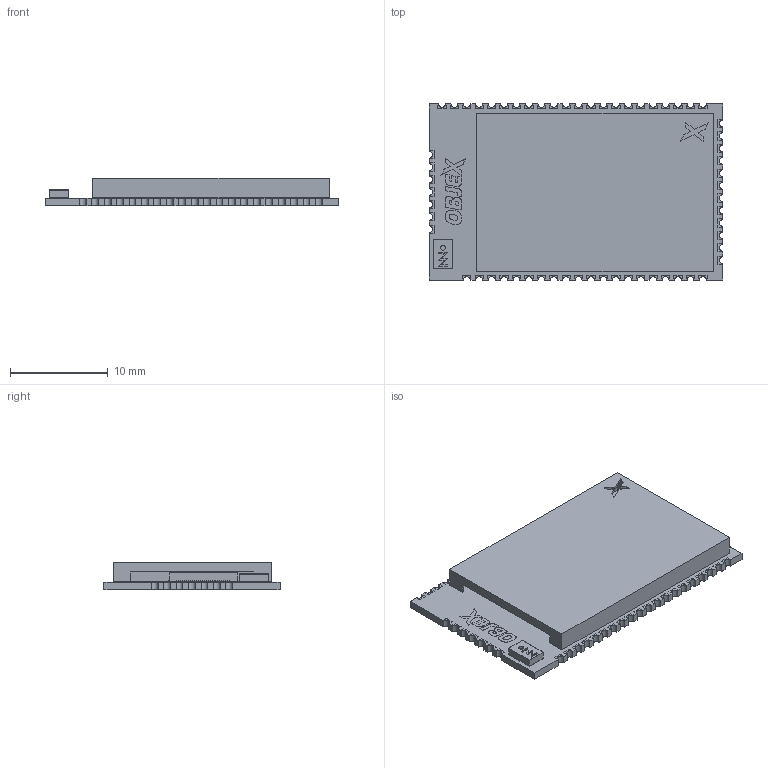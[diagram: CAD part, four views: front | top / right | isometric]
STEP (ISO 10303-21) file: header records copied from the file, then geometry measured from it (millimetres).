
FILE_DESCRIPTION(/* description */ (''),/* implementation_level */ '2;1');
FILE_NAME(/* name */ 'OBJEX-ELPM-S3_v1.1.step',/* time_stamp */ '2024-04-17T10:44:45+02:00',/* author */ (''),/* organization */ (''),/* preprocessor_version */ 'ST-DEVELOPER v20',/* originating_system */ 'Autodesk Translation Framework v12.20.1.177',/* authorisation */ '');
FILE_SCHEMA (('AUTOMOTIVE_DESIGN { 1 0 10303 214 3 1 1 }'));
Length unit declared in the file: millimetre
Products named in the file (8): OBJEX-ELPM-S3LW_PCB-rev1.0; NN02-101; COMPOUND (3); ESP32-S3FN8; COMPOUND (11); ELPM-S3XX; SOLID; PCB
Assembly tree (7 placements, depth 3):
  OBJEX-ELPM-S3LW_PCB-rev1.0
    NN02-101
      COMPOUND (3)
    ESP32-S3FN8
      COMPOUND (11)
    ELPM-S3XX
      SOLID
    PCB
Bounding box: 30 x 18 x 2.83 mm (x, y, z)
Volume: 564.2 mm3; surface area: 2431.1 mm2
Topology: 66 solids, 66 shells, 1236 faces, 3261 edges, 2174 vertices
Faces by surface type: plane 1015, cylinder 121, bspline 100
Full cylindrical faces by diameter (mm): 0.5 x3, 0.875 x1
Entity records: 38179 total; most frequent: CARTESIAN_POINT 7986, ORIENTED_EDGE 6522, DIRECTION 5605, EDGE_CURVE 3261, LINE 2819, VECTOR 2819, VERTEX_POINT 2174, AXIS2_PLACEMENT_3D 1393
